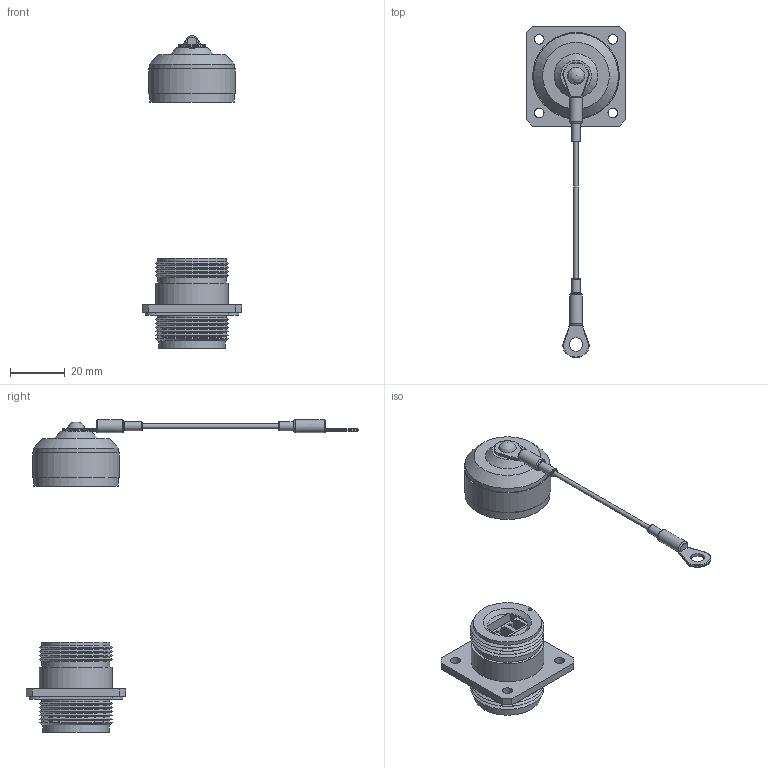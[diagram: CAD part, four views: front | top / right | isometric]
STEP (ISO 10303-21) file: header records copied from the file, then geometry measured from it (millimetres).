
FILE_DESCRIPTION (( 'STEP AP214' ), '1' );
FILE_NAME ('RLRD121L.STEP', '2018-04-03T18:46:14', ( '' ), ( '' ), 'SwSTEP 2.0', 'SolidWorks 2017', '' );
FILE_SCHEMA (( 'AUTOMOTIVE_DESIGN' ));
Length unit declared in the file: inch
Products named in the file (7): RLRD121L; 3AA13-006; ECRU3201U00; 3AB10-043-MA6; 3AB10-043-MA3; RLRM121LP-MA3
Assembly tree (6 placements, depth 3):
  RLRD121L
    RLRD121L
    RLRM121LP-MA3
    ECRU3201U00
      3AB10-043-MA3
      3AB10-043-MA6
    3AA13-006
Bounding box: 36.58 x 121.62 x 114.48 mm (x, y, z)
Volume: 25225 mm3; surface area: 17219 mm2
Topology: 7 solids, 7 shells, 253 faces, 599 edges, 380 vertices
Faces by surface type: plane 146, cylinder 68, cone 24, torus 14, bspline 1
Full cylindrical faces by diameter (mm): 1.27 x1, 1.702 x1, 2.032 x2, 2.489 x4, 2.743 x4, 3.302 x2, 3.428 x1, 3.429 x2, 3.531 x4, 3.556 x4, 4.699 x2, 4.978 x1, 14.732 x1, 22.784 x1, 24.435 x1, 24.943 x11, 26.797 x1, 27.508 x1, 31.064 x2, 31.75 x1, 32.004 x1
Entity records: 9475 total; most frequent: CARTESIAN_POINT 1324, DIRECTION 1186, ORIENTED_EDGE 1012, EDGE_CURVE 506, AXIS2_PLACEMENT_3D 446, EDGE_LOOP 380, VERTEX_POINT 366, FACE_OUTER_BOUND 307
